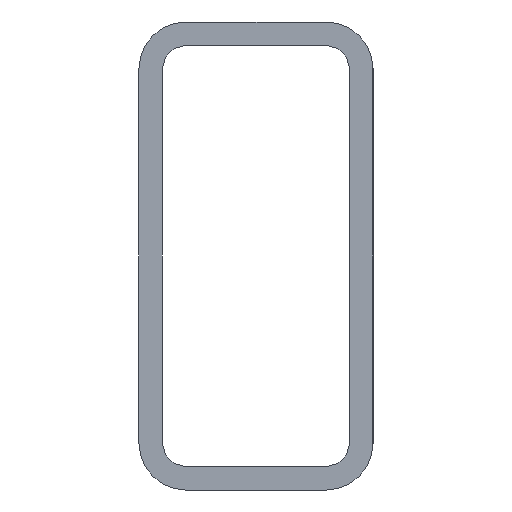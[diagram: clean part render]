
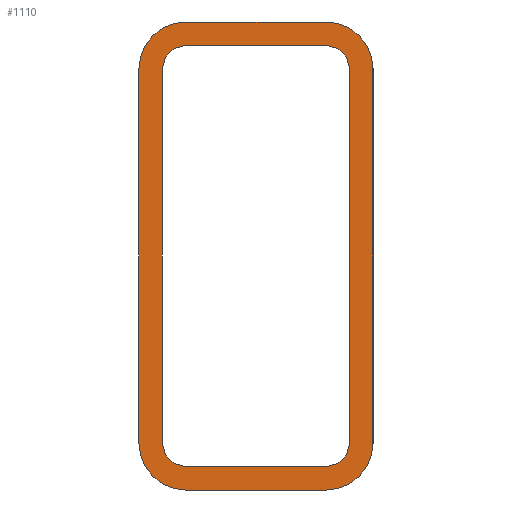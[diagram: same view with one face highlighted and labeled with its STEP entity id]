
A CAD part, left-side view. The second image highlights one B-rep face of the part: STEP entity #1110.
In plain terms, the highlighted planar face has unit normal (-1, 0, 0).
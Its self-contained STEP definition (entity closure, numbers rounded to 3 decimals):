
#1 = LINE ( 'NONE', #94, #658 ) ;
#3 = DIRECTION ( 'NONE',  ( 0., 0., 1. ) ) ;
#9 = VERTEX_POINT ( 'NONE', #92 ) ;
#17 = DIRECTION ( 'NONE',  ( 0., 1., 0. ) ) ;
#40 = EDGE_CURVE ( 'NONE', #558, #1013, #1102, .T. ) ;
#41 = CARTESIAN_POINT ( 'NONE',  ( 0., 6., -6. ) ) ;
#48 = CIRCLE ( 'NONE', #679, 6. ) ;
#49 = ORIENTED_EDGE ( 'NONE', *, *, #307, .F. ) ;
#55 = DIRECTION ( 'NONE',  ( 0., -1., 0. ) ) ;
#70 = VECTOR ( 'NONE', #17, 1000. ) ;
#77 = CARTESIAN_POINT ( 'NONE',  ( 0., 27., -54. ) ) ;
#78 = EDGE_CURVE ( 'NONE', #942, #310, #623, .T. ) ;
#87 = CARTESIAN_POINT ( 'NONE',  ( 0., 24., -3. ) ) ;
#92 = CARTESIAN_POINT ( 'NONE',  ( 0., 24., 0. ) ) ;
#94 = CARTESIAN_POINT ( 'NONE',  ( 0., 6., 0. ) ) ;
#103 = CARTESIAN_POINT ( 'NONE',  ( 0., 3., -6. ) ) ;
#113 = EDGE_CURVE ( 'NONE', #537, #9, #810, .T. ) ;
#114 = DIRECTION ( 'NONE',  ( 0., -1., 0. ) ) ;
#117 = ORIENTED_EDGE ( 'NONE', *, *, #40, .F. ) ;
#128 = EDGE_CURVE ( 'NONE', #354, #1113, #1066, .T. ) ;
#129 = DIRECTION ( 'NONE',  ( 0., 0., 1. ) ) ;
#142 = EDGE_CURVE ( 'NONE', #531, #537, #1141, .T. ) ;
#143 = ORIENTED_EDGE ( 'NONE', *, *, #1205, .T. ) ;
#156 = CARTESIAN_POINT ( 'NONE',  ( 0., 3., -54. ) ) ;
#160 = CARTESIAN_POINT ( 'NONE',  ( 0., 6., -54. ) ) ;
#183 = DIRECTION ( 'NONE',  ( 0., 0., 1. ) ) ;
#197 = DIRECTION ( 'NONE',  ( 0., 0., 1. ) ) ;
#199 = CARTESIAN_POINT ( 'NONE',  ( 0., 30., -6. ) ) ;
#205 = DIRECTION ( 'NONE',  ( 1., 0., 0. ) ) ;
#214 = LINE ( 'NONE', #399, #290 ) ;
#217 = CARTESIAN_POINT ( 'NONE',  ( 0., 27., -6. ) ) ;
#224 = EDGE_CURVE ( 'NONE', #999, #558, #860, .T. ) ;
#226 = AXIS2_PLACEMENT_3D ( 'NONE', #951, #1120, #1132 ) ;
#242 = ORIENTED_EDGE ( 'NONE', *, *, #331, .T. ) ;
#249 = CARTESIAN_POINT ( 'NONE',  ( 0., 6., -60. ) ) ;
#254 = CARTESIAN_POINT ( 'NONE',  ( 0., 6., -6. ) ) ;
#255 = ORIENTED_EDGE ( 'NONE', *, *, #643, .F. ) ;
#267 = CIRCLE ( 'NONE', #696, 6. ) ;
#276 = ORIENTED_EDGE ( 'NONE', *, *, #78, .T. ) ;
#290 = VECTOR ( 'NONE', #129, 1000. ) ;
#304 = ORIENTED_EDGE ( 'NONE', *, *, #1133, .T. ) ;
#305 = DIRECTION ( 'NONE',  ( 0., 0., -1. ) ) ;
#307 = EDGE_CURVE ( 'NONE', #1013, #762, #610, .T. ) ;
#309 = DIRECTION ( 'NONE',  ( 0., 0., 1. ) ) ;
#310 = VERTEX_POINT ( 'NONE', #488 ) ;
#314 = CARTESIAN_POINT ( 'NONE',  ( 0., 6., 0. ) ) ;
#315 = ORIENTED_EDGE ( 'NONE', *, *, #578, .T. ) ;
#326 = AXIS2_PLACEMENT_3D ( 'NONE', #747, #670, #555 ) ;
#331 = EDGE_CURVE ( 'NONE', #1113, #820, #863, .T. ) ;
#349 = EDGE_LOOP ( 'NONE', ( #242, #590, #304, #315, #276, #483, #143, #892 ) ) ;
#354 = VERTEX_POINT ( 'NONE', #217 ) ;
#362 = DIRECTION ( 'NONE',  ( 1., 0., 0. ) ) ;
#363 = VECTOR ( 'NONE', #1078, 1000. ) ;
#366 = AXIS2_PLACEMENT_3D ( 'NONE', #1035, #205, #387 ) ;
#385 = DIRECTION ( 'NONE',  ( 1., 0., 0. ) ) ;
#387 = DIRECTION ( 'NONE',  ( 0., 0., -1. ) ) ;
#390 = CARTESIAN_POINT ( 'NONE',  ( 0., 0., -6. ) ) ;
#394 = DIRECTION ( 'NONE',  ( 0., 0., 1. ) ) ;
#399 = CARTESIAN_POINT ( 'NONE',  ( 0., 27., -6. ) ) ;
#407 = CARTESIAN_POINT ( 'NONE',  ( 0., 24., -60. ) ) ;
#416 = CARTESIAN_POINT ( 'NONE',  ( 0., 6., -3. ) ) ;
#429 = AXIS2_PLACEMENT_3D ( 'NONE', #582, #576, #3 ) ;
#432 = CIRCLE ( 'NONE', #1122, 3. ) ;
#483 = ORIENTED_EDGE ( 'NONE', *, *, #662, .T. ) ;
#488 = CARTESIAN_POINT ( 'NONE',  ( 0., 24., -57. ) ) ;
#499 = ORIENTED_EDGE ( 'NONE', *, *, #224, .F. ) ;
#507 = VECTOR ( 'NONE', #197, 1000. ) ;
#531 = VERTEX_POINT ( 'NONE', #1021 ) ;
#534 = EDGE_CURVE ( 'NONE', #9, #708, #1, .T. ) ;
#537 = VERTEX_POINT ( 'NONE', #199 ) ;
#555 = DIRECTION ( 'NONE',  ( 0., 0., 1. ) ) ;
#558 = VERTEX_POINT ( 'NONE', #1028 ) ;
#569 = PLANE ( 'NONE',  #226 ) ;
#576 = DIRECTION ( 'NONE',  ( 1., 0., 0. ) ) ;
#578 = EDGE_CURVE ( 'NONE', #1060, #942, #883, .T. ) ;
#582 = CARTESIAN_POINT ( 'NONE',  ( 0., 24., -6. ) ) ;
#583 = CARTESIAN_POINT ( 'NONE',  ( 0., 6., -3. ) ) ;
#590 = ORIENTED_EDGE ( 'NONE', *, *, #921, .T. ) ;
#594 = DIRECTION ( 'NONE',  ( 1., 0., 0. ) ) ;
#595 = ORIENTED_EDGE ( 'NONE', *, *, #712, .F. ) ;
#605 = DIRECTION ( 'NONE',  ( 0., 0., 1. ) ) ;
#610 = LINE ( 'NONE', #784, #363 ) ;
#619 = ORIENTED_EDGE ( 'NONE', *, *, #113, .F. ) ;
#623 = LINE ( 'NONE', #938, #70 ) ;
#635 = DIRECTION ( 'NONE',  ( 1., 0., 0. ) ) ;
#639 = ORIENTED_EDGE ( 'NONE', *, *, #142, .F. ) ;
#643 = EDGE_CURVE ( 'NONE', #762, #531, #267, .T. ) ;
#652 = AXIS2_PLACEMENT_3D ( 'NONE', #160, #362, #739 ) ;
#658 = VECTOR ( 'NONE', #114, 1000. ) ;
#662 = EDGE_CURVE ( 'NONE', #310, #1040, #1052, .T. ) ;
#665 = DIRECTION ( 'NONE',  ( 1., 0., 0. ) ) ;
#670 = DIRECTION ( 'NONE',  ( 1., 0., 0. ) ) ;
#679 = AXIS2_PLACEMENT_3D ( 'NONE', #41, #594, #309 ) ;
#688 = ORIENTED_EDGE ( 'NONE', *, *, #534, .F. ) ;
#696 = AXIS2_PLACEMENT_3D ( 'NONE', #954, #665, #183 ) ;
#708 = VERTEX_POINT ( 'NONE', #314 ) ;
#712 = EDGE_CURVE ( 'NONE', #708, #999, #48, .T. ) ;
#739 = DIRECTION ( 'NONE',  ( 0., 0., -1. ) ) ;
#747 = CARTESIAN_POINT ( 'NONE',  ( 0., 24., -54. ) ) ;
#753 = EDGE_LOOP ( 'NONE', ( #595, #688, #619, #639, #255, #49, #117, #499 ) ) ;
#754 = VECTOR ( 'NONE', #305, 1000. ) ;
#762 = VERTEX_POINT ( 'NONE', #407 ) ;
#766 = CARTESIAN_POINT ( 'NONE',  ( 0., 24., -6. ) ) ;
#784 = CARTESIAN_POINT ( 'NONE',  ( 0., 6., -60. ) ) ;
#810 = CIRCLE ( 'NONE', #429, 6. ) ;
#820 = VERTEX_POINT ( 'NONE', #583 ) ;
#849 = FACE_OUTER_BOUND ( 'NONE', #753, .T. ) ;
#860 = LINE ( 'NONE', #390, #754 ) ;
#863 = LINE ( 'NONE', #416, #1048 ) ;
#883 = CIRCLE ( 'NONE', #366, 3. ) ;
#892 = ORIENTED_EDGE ( 'NONE', *, *, #128, .T. ) ;
#920 = CARTESIAN_POINT ( 'NONE',  ( 0., 0., -6. ) ) ;
#921 = EDGE_CURVE ( 'NONE', #820, #1135, #432, .T. ) ;
#938 = CARTESIAN_POINT ( 'NONE',  ( 0., 6., -57. ) ) ;
#940 = CARTESIAN_POINT ( 'NONE',  ( 0., 3., -6. ) ) ;
#942 = VERTEX_POINT ( 'NONE', #1170 ) ;
#951 = CARTESIAN_POINT ( 'NONE',  ( 0., 6., -6. ) ) ;
#954 = CARTESIAN_POINT ( 'NONE',  ( 0., 24., -54. ) ) ;
#999 = VERTEX_POINT ( 'NONE', #920 ) ;
#1013 = VERTEX_POINT ( 'NONE', #249 ) ;
#1021 = CARTESIAN_POINT ( 'NONE',  ( 0., 30., -54. ) ) ;
#1026 = AXIS2_PLACEMENT_3D ( 'NONE', #766, #385, #394 ) ;
#1028 = CARTESIAN_POINT ( 'NONE',  ( 0., 0., -54. ) ) ;
#1032 = LINE ( 'NONE', #103, #1070 ) ;
#1035 = CARTESIAN_POINT ( 'NONE',  ( 0., 6., -54. ) ) ;
#1039 = FACE_BOUND ( 'NONE', #349, .T. ) ;
#1040 = VERTEX_POINT ( 'NONE', #77 ) ;
#1048 = VECTOR ( 'NONE', #55, 1000. ) ;
#1052 = CIRCLE ( 'NONE', #326, 3. ) ;
#1060 = VERTEX_POINT ( 'NONE', #156 ) ;
#1066 = CIRCLE ( 'NONE', #1026, 3. ) ;
#1070 = VECTOR ( 'NONE', #1126, 1000. ) ;
#1078 = DIRECTION ( 'NONE',  ( 0., 1., 0. ) ) ;
#1102 = CIRCLE ( 'NONE', #652, 6. ) ;
#1110 = ADVANCED_FACE ( 'NONE', ( #849, #1039 ), #569, .T. ) ;
#1113 = VERTEX_POINT ( 'NONE', #87 ) ;
#1120 = DIRECTION ( 'NONE',  ( -1., 0., 0. ) ) ;
#1122 = AXIS2_PLACEMENT_3D ( 'NONE', #254, #635, #605 ) ;
#1126 = DIRECTION ( 'NONE',  ( 0., 0., -1. ) ) ;
#1131 = CARTESIAN_POINT ( 'NONE',  ( 0., 30., -6. ) ) ;
#1132 = DIRECTION ( 'NONE',  ( 0., 0., 1. ) ) ;
#1133 = EDGE_CURVE ( 'NONE', #1135, #1060, #1032, .T. ) ;
#1135 = VERTEX_POINT ( 'NONE', #940 ) ;
#1141 = LINE ( 'NONE', #1131, #507 ) ;
#1170 = CARTESIAN_POINT ( 'NONE',  ( 0., 6., -57. ) ) ;
#1205 = EDGE_CURVE ( 'NONE', #1040, #354, #214, .T. ) ;
